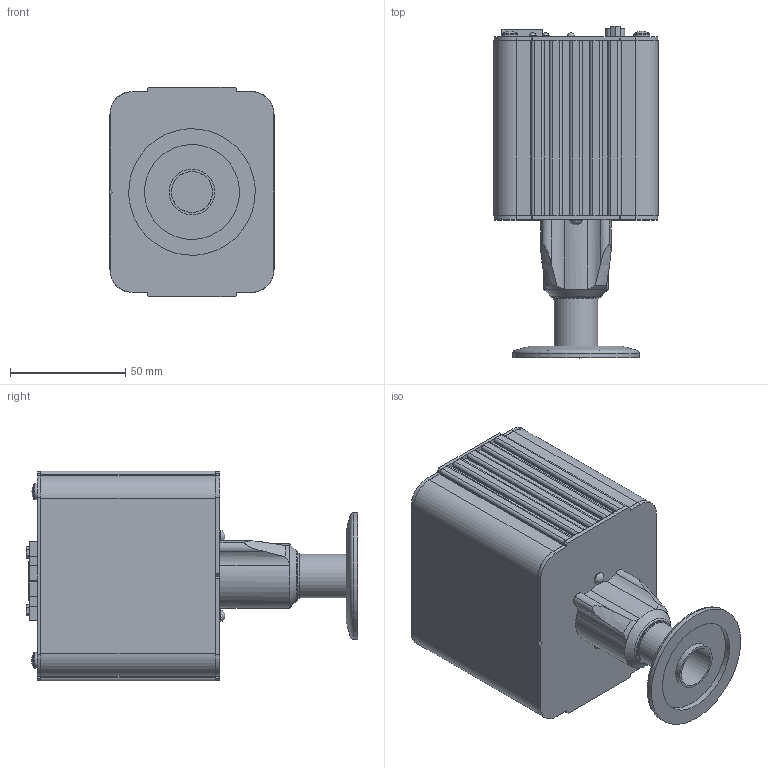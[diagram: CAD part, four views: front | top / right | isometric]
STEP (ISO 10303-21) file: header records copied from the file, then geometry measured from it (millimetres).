
FILE_DESCRIPTION (( 'STEP AP214' ), '1' );
FILE_NAME ('390, 392 EC, KF 40.STEP', '2019-08-26T17:10:03', ( 'mks' ), ( 'Microsoft' ), 'SwSTEP 2.0', 'SolidWorks 2015', '' );
FILE_SCHEMA (( 'AUTOMOTIVE_DESIGN' ));
Length unit declared in the file: inch
Products named in the file (1): 390, 392 EC, KF 40
Bounding box: 71.12 x 143.83 x 90.81 mm (x, y, z)
Volume: 520654.8 mm3; surface area: 52332.1 mm2
Topology: 1 solids, 2 shells, 365 faces, 912 edges, 584 vertices
Faces by surface type: plane 244, cylinder 98, sphere 9, cone 8, torus 5, bspline 1
Full cylindrical faces by diameter (mm): 3 x1, 3.81 x3, 4.216 x2, 4.445 x3, 5.359 x2, 6.888 x4, 17.78 x1, 19.05 x2, 19.304 x1, 19.812 x2, 28.016 x1, 41.148 x1, 54.864 x1
Entity records: 12745 total; most frequent: CARTESIAN_POINT 4010, DIRECTION 1861, ORIENTED_EDGE 1724, EDGE_CURVE 862, AXIS2_PLACEMENT_3D 650, VERTEX_POINT 569, LINE 561, VECTOR 561
